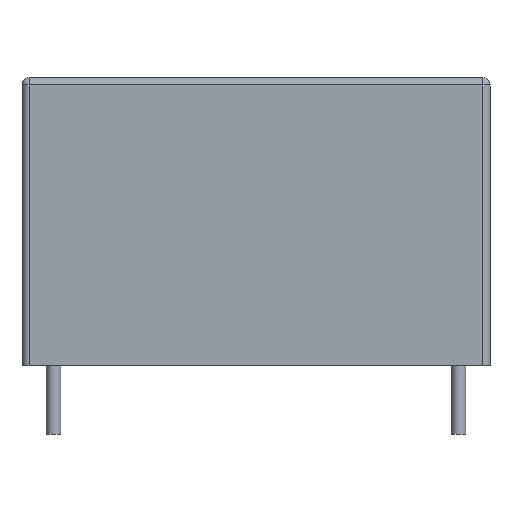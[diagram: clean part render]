
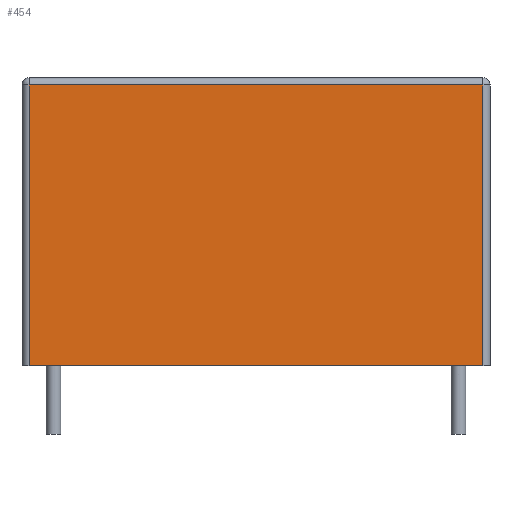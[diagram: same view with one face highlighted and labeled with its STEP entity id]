
A CAD part, front view. The second image highlights one B-rep face of the part: STEP entity #454.
In plain terms, the highlighted planar face has unit normal (0, -1, 0).
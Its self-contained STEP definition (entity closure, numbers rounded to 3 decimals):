
#70=CARTESIAN_POINT('',(-12.6,-3.5,15.6));
#71=VERTEX_POINT('',#70);
#105=CARTESIAN_POINT('',(12.6,-3.5,15.6));
#106=VERTEX_POINT('',#105);
#348=CARTESIAN_POINT('',(-12.6,-3.5,15.6));
#349=DIRECTION('',(1.0,0.0,0.0));
#350=VECTOR('',#349,25.2);
#351=LINE('',#348,#350);
#352=EDGE_CURVE('',#71,#106,#351,.T.);
#362=CARTESIAN_POINT('',(12.6,-3.5,0.0));
#363=VERTEX_POINT('',#362);
#380=CARTESIAN_POINT('',(12.6,-3.5,15.6));
#381=DIRECTION('',(0.0,0.0,-1.0));
#382=VECTOR('',#381,15.6);
#383=LINE('',#380,#382);
#384=EDGE_CURVE('',#106,#363,#383,.T.);
#396=CARTESIAN_POINT('',(-12.6,-3.5,0.0));
#397=VERTEX_POINT('',#396);
#405=CARTESIAN_POINT('',(-12.6,-3.5,0.0));
#406=DIRECTION('',(0.0,0.0,1.0));
#407=VECTOR('',#406,15.6);
#408=LINE('',#405,#407);
#409=EDGE_CURVE('',#397,#71,#408,.T.);
#438=CARTESIAN_POINT('',(0.0,-3.5,8.0));
#439=DIRECTION('',(0.0,1.0,0.0));
#440=DIRECTION('',(0.0,0.0,1.0));
#441=AXIS2_PLACEMENT_3D('',#438,#439,#440);
#442=PLANE('',#441);
#443=ORIENTED_EDGE('',*,*,#384,.F.);
#444=ORIENTED_EDGE('',*,*,#352,.F.);
#445=ORIENTED_EDGE('',*,*,#409,.F.);
#446=CARTESIAN_POINT('',(12.6,-3.5,0.0));
#447=DIRECTION('',(-1.0,0.0,0.0));
#448=VECTOR('',#447,25.2);
#449=LINE('',#446,#448);
#450=EDGE_CURVE('',#363,#397,#449,.T.);
#451=ORIENTED_EDGE('',*,*,#450,.F.);
#452=EDGE_LOOP('',(#443,#444,#445,#451));
#453=FACE_OUTER_BOUND('',#452,.T.);
#454=ADVANCED_FACE('',(#453),#442,.F.);
